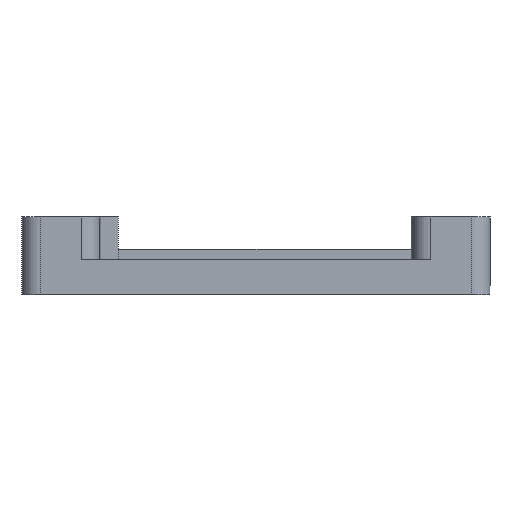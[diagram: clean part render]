
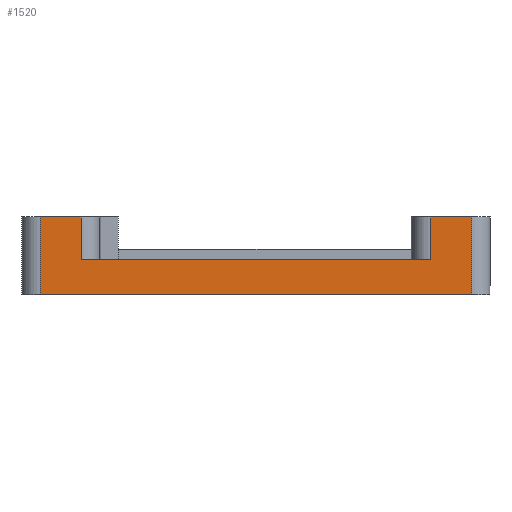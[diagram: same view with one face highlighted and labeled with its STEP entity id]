
A CAD part, left-side view. The second image highlights one B-rep face of the part: STEP entity #1520.
In plain terms, the highlighted planar face has unit normal (-1, 0, 0).
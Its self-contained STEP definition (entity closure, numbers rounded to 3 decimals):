
#117=FACE_OUTER_BOUND('',#195,.T.);
#195=EDGE_LOOP('',(#1039,#1040,#1041,#1042,#1043,#1044,#1045,#1046));
#298=LINE('',#2216,#471);
#299=LINE('',#2220,#472);
#300=LINE('',#2222,#473);
#301=LINE('',#2224,#474);
#302=LINE('',#2226,#475);
#303=LINE('',#2228,#476);
#304=LINE('',#2230,#477);
#305=LINE('',#2231,#478);
#471=VECTOR('',#1769,10.);
#472=VECTOR('',#1774,10.);
#473=VECTOR('',#1775,10.);
#474=VECTOR('',#1776,10.);
#475=VECTOR('',#1777,10.);
#476=VECTOR('',#1778,10.);
#477=VECTOR('',#1779,10.);
#478=VECTOR('',#1780,10.);
#646=VERTEX_POINT('',#2213);
#647=VERTEX_POINT('',#2215);
#648=VERTEX_POINT('',#2219);
#649=VERTEX_POINT('',#2221);
#650=VERTEX_POINT('',#2223);
#651=VERTEX_POINT('',#2225);
#652=VERTEX_POINT('',#2227);
#653=VERTEX_POINT('',#2229);
#802=EDGE_CURVE('',#647,#646,#298,.T.);
#804=EDGE_CURVE('',#647,#648,#299,.T.);
#805=EDGE_CURVE('',#646,#649,#300,.T.);
#806=EDGE_CURVE('',#650,#649,#301,.T.);
#807=EDGE_CURVE('',#651,#650,#302,.T.);
#808=EDGE_CURVE('',#651,#652,#303,.T.);
#809=EDGE_CURVE('',#652,#653,#304,.T.);
#810=EDGE_CURVE('',#648,#653,#305,.T.);
#1039=ORIENTED_EDGE('',*,*,#804,.F.);
#1040=ORIENTED_EDGE('',*,*,#802,.T.);
#1041=ORIENTED_EDGE('',*,*,#805,.T.);
#1042=ORIENTED_EDGE('',*,*,#806,.F.);
#1043=ORIENTED_EDGE('',*,*,#807,.F.);
#1044=ORIENTED_EDGE('',*,*,#808,.T.);
#1045=ORIENTED_EDGE('',*,*,#809,.T.);
#1046=ORIENTED_EDGE('',*,*,#810,.F.);
#1467=PLANE('',#1607);
#1520=ADVANCED_FACE('',(#117),#1467,.T.);
#1607=AXIS2_PLACEMENT_3D('',#2218,#1772,#1773);
#1769=DIRECTION('',(0.,1.,0.));
#1772=DIRECTION('center_axis',(-1.,0.,0.));
#1773=DIRECTION('ref_axis',(0.,-1.,0.));
#1774=DIRECTION('',(0.,0.,1.));
#1775=DIRECTION('',(0.,0.,1.));
#1776=DIRECTION('',(0.,-1.,0.));
#1777=DIRECTION('',(0.,0.,1.));
#1778=DIRECTION('',(0.,-1.,0.));
#1779=DIRECTION('',(0.,0.,1.));
#1780=DIRECTION('',(0.,-1.,0.));
#2213=CARTESIAN_POINT('',(-2.,42.542,5.44));
#2215=CARTESIAN_POINT('',(-2.,4.458,5.44));
#2216=CARTESIAN_POINT('',(-2.,45.5,5.44));
#2218=CARTESIAN_POINT('Origin',(-2.,47.,1.6));
#2219=CARTESIAN_POINT('',(-2.,4.458,10.1));
#2220=CARTESIAN_POINT('',(-2.,4.458,5.6));
#2221=CARTESIAN_POINT('',(-2.,42.542,10.1));
#2222=CARTESIAN_POINT('',(-2.,42.542,5.6));
#2223=CARTESIAN_POINT('',(-2.,47.,10.1));
#2224=CARTESIAN_POINT('',(-2.,47.,10.1));
#2225=CARTESIAN_POINT('',(-2.,47.,1.6));
#2226=CARTESIAN_POINT('',(-2.,47.,1.6));
#2227=CARTESIAN_POINT('',(-2.,0.,1.6));
#2228=CARTESIAN_POINT('',(-2.,35.25,1.6));
#2229=CARTESIAN_POINT('',(-2.,0.,10.1));
#2230=CARTESIAN_POINT('',(-2.,0.,3.1));
#2231=CARTESIAN_POINT('',(-2.,47.,10.1));
